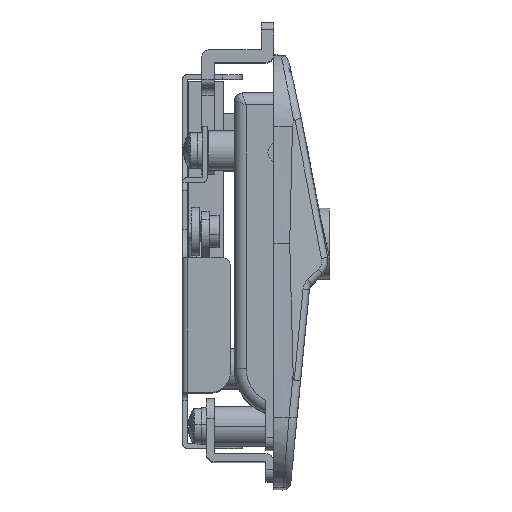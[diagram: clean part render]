
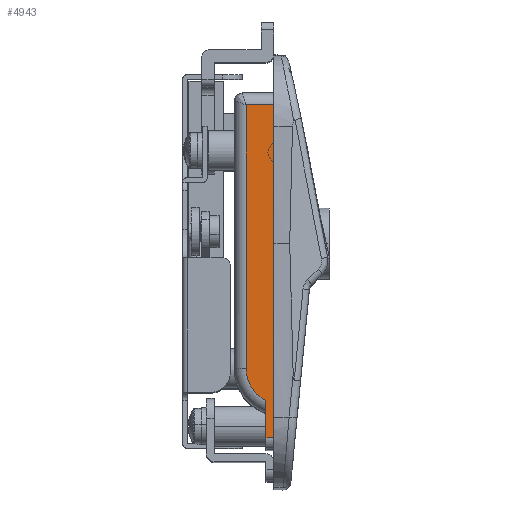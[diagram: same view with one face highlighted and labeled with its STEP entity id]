
A CAD part, top view. The second image highlights one B-rep face of the part: STEP entity #4943.
In plain terms, the highlighted face is planar.
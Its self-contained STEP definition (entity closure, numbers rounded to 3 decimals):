
#4002 = VERTEX_POINT ( 'NONE', #12250 ) ;
#4003 = VERTEX_POINT ( 'NONE', #12251 ) ;
#4016 = VERTEX_POINT ( 'NONE', #12264 ) ;
#4017 = VERTEX_POINT ( 'NONE', #12265 ) ;
#4059 = VERTEX_POINT ( 'NONE', #12310 ) ;
#4060 = VERTEX_POINT ( 'NONE', #12311 ) ;
#4178 = ORIENTED_EDGE ( 'NONE', *, *, #4838, .F. ) ;
#4179 = ORIENTED_EDGE ( 'NONE', *, *, #4860, .F. ) ;
#4180 = ORIENTED_EDGE ( 'NONE', *, *, #5016, .T. ) ;
#4181 = ORIENTED_EDGE ( 'NONE', *, *, #5017, .T. ) ;
#4182 = ORIENTED_EDGE ( 'NONE', *, *, #5019, .T. ) ;
#4183 = ORIENTED_EDGE ( 'NONE', *, *, #5018, .T. ) ;
#4838 = EDGE_CURVE ( 'NONE', #4002, #4003, #15948, .T. ) ;
#4860 = EDGE_CURVE ( 'NONE', #4016, #4017, #16065, .T. ) ;
#4943 = ADVANCED_FACE ( 'NONE', ( #17130 ), #16391, .F. ) ;
#5016 = EDGE_CURVE ( 'NONE', #4002, #4017, #16734, .T. ) ;
#5017 = EDGE_CURVE ( 'NONE', #4016, #4059, #16737, .T. ) ;
#5018 = EDGE_CURVE ( 'NONE', #4059, #4060, #16740, .T. ) ;
#5019 = EDGE_CURVE ( 'NONE', #4060, #4003, #13181, .T. ) ;
#6713 = EDGE_LOOP ( 'NONE', ( #4178, #4180, #4179, #4181, #4183, #4182 ) ) ;
#12250 = CARTESIAN_POINT ( 'NONE',  ( -49., -2., -65. ) ) ;
#12251 = CARTESIAN_POINT ( 'NONE',  ( -39.562, -2., -65. ) ) ;
#12264 = CARTESIAN_POINT ( 'NONE',  ( 35., 0., -65. ) ) ;
#12265 = CARTESIAN_POINT ( 'NONE',  ( -49., 0., -65. ) ) ;
#12310 = CARTESIAN_POINT ( 'NONE',  ( 35., -7., -65. ) ) ;
#12311 = CARTESIAN_POINT ( 'NONE',  ( -31.5, -7., -65. ) ) ;
#13181 = CIRCLE ( 'NONE', #17259, 9. ) ;
#15948 = LINE ( 'NONE', #15949, #16994 ) ;
#15949 = CARTESIAN_POINT ( 'NONE',  ( -52., -2., -65. ) ) ;
#15950 = DIRECTION ( 'NONE',  ( 1., 0., 0. ) ) ;
#16065 = LINE ( 'NONE', #16066, #17015 ) ;
#16066 = CARTESIAN_POINT ( 'NONE',  ( -52., 0., -65. ) ) ;
#16067 = DIRECTION ( 'NONE',  ( -1., 0., 0. ) ) ;
#16391 = PLANE ( 'NONE',  #17137 ) ;
#16392 = CARTESIAN_POINT ( 'NONE',  ( -31.5, 2., -65. ) ) ;
#16393 = DIRECTION ( 'NONE',  ( 0., 0., 1. ) ) ;
#16394 = DIRECTION ( 'NONE',  ( 1., 0., 0. ) ) ;
#16727 = CARTESIAN_POINT ( 'NONE',  ( -31.5, 2., -65. ) ) ;
#16734 = LINE ( 'NONE', #16735, #17260 ) ;
#16735 = CARTESIAN_POINT ( 'NONE',  ( -49., 2., -65. ) ) ;
#16736 = DIRECTION ( 'NONE',  ( 0., 1., 0. ) ) ;
#16737 = LINE ( 'NONE', #16738, #17261 ) ;
#16738 = CARTESIAN_POINT ( 'NONE',  ( 35., 2., -65. ) ) ;
#16739 = DIRECTION ( 'NONE',  ( 0., -1., 0. ) ) ;
#16740 = LINE ( 'NONE', #16741, #17263 ) ;
#16741 = CARTESIAN_POINT ( 'NONE',  ( -31.5, -7., -65. ) ) ;
#16742 = DIRECTION ( 'NONE',  ( -1., 0., 0. ) ) ;
#16743 = DIRECTION ( 'NONE',  ( 0., 0., -1. ) ) ;
#16744 = DIRECTION ( 'NONE',  ( 1., 0., 0. ) ) ;
#16994 = VECTOR ( 'NONE', #15950, 1000. ) ;
#17015 = VECTOR ( 'NONE', #16067, 1000. ) ;
#17130 = FACE_OUTER_BOUND ( 'NONE', #6713, .T. ) ;
#17137 = AXIS2_PLACEMENT_3D ( 'NONE', #16392, #16393, #16394 ) ;
#17259 = AXIS2_PLACEMENT_3D ( 'NONE', #16727, #16743, #16744 ) ;
#17260 = VECTOR ( 'NONE', #16736, 1000. ) ;
#17261 = VECTOR ( 'NONE', #16739, 1000. ) ;
#17263 = VECTOR ( 'NONE', #16742, 1000. ) ;
